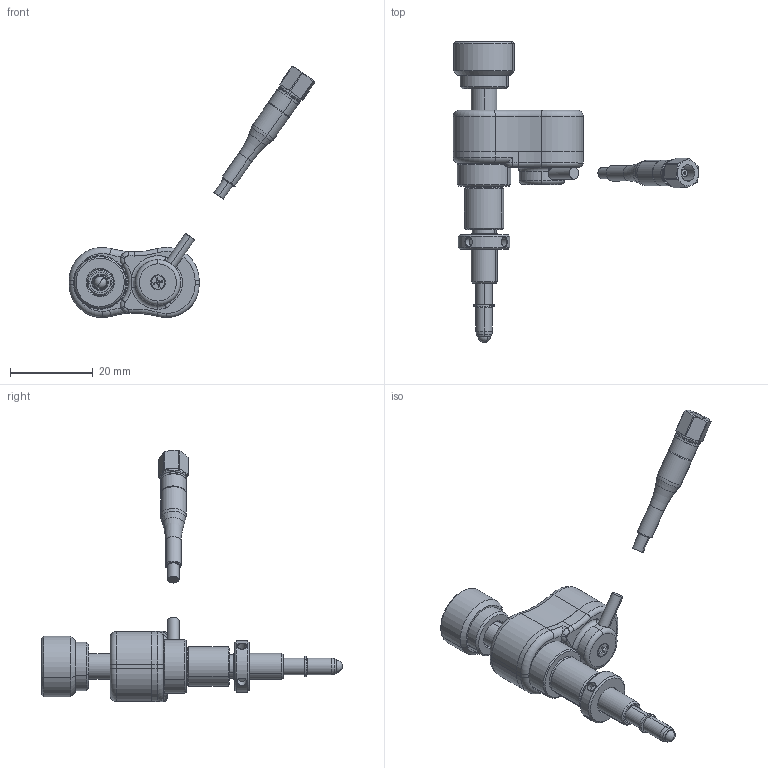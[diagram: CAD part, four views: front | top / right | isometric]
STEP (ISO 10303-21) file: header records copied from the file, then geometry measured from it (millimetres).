
FILE_DESCRIPTION (( 'STEP AP203' ), '1' );
FILE_NAME ('ETN017908-E0W.STEP', '2022-09-12T07:39:31', ( '' ), ( '' ), 'SwSTEP 2.0', 'SolidWorks 2022', '' );
FILE_SCHEMA (( 'CONFIG_CONTROL_DESIGN' ));
Length unit declared in the file: millimetre
Products named in the file (23): 137515-Piezo Flexure; 137831-Rod End Boss; Copy of Cable RG174^169745-SMC Cable-1m; CG0336 - Snap Ring for 4mm OD Shafts; PK4DMP2-UK-IC; KS1-4-CT-ENGRAVE - 1579-004 REV I, HEX KNOB; 137909-1_4-80 Retaining Nut; 137958-1_4-80 x 2.54 Screw for Kinematic Mount Version; Copy of SMC Straight Plug_Crimp_R112075000_Farnell 4194305^169745-SMC Cable-1m; DA0244 M2 x 6 Pozi Csk Black; Copy of RG174 Strain Relief_Black_LEMO_GMD00028DN^169745-SMC Cable-1m; 137521-Cable Gland; 169745-SMC Cable-1m; 137517-Barrel Base; 137900 - 1_4-80 Threaded-9.5mm Barrel Mount; 137516-LED-PIAK10 Housing-Engraved; CF0205_3mm Tungsten Carbide-Cobalt Ball_Grade 10; 137916-10mm Travel Screw-Kinematic-Black Hard Coated; 137832-Flex Rod; 137516-Housing; DB0495 - M1.6x4 SKT CAP A2 SS; 137629-Wire Spring; ETN017908-E0W
Assembly tree (24 placements, depth 3):
  ETN017908-E0W
    137517-Barrel Base
    137515-Piezo Flexure
    137831-Rod End Boss
    137832-Flex Rod
    137916-10mm Travel Screw-Kinematic-Black Hard Coated
      137958-1_4-80 x 2.54 Screw for Kinematic Mount Version
    137516-LED-PIAK10 Housing-Engraved
      137516-Housing
    KS1-4-CT-ENGRAVE - 1579-004 REV I, HEX KNOB
    137909-1_4-80 Retaining Nut
    137521-Cable Gland
    PK4DMP2-UK-IC
    CF0205_3mm Tungsten Carbide-Cobalt Ball_Grade 10
    CG0336 - Snap Ring for 4mm OD Shafts
    137629-Wire Spring
    DB0495 - M1.6x4 SKT CAP A2 SS  x3
    137900 - 1_4-80 Threaded-9.5mm Barrel Mount
    169745-SMC Cable-1m
      Copy of Cable RG174^169745-SMC Cable-1m
      Copy of RG174 Strain Relief_Black_LEMO_GMD00028DN^169745-SMC Cable-1m
      Copy of SMC Straight Plug_Crimp_R112075000_Farnell 4194305^169745-SMC Cable-1m
    DA0244 M2 x 6 Pozi Csk Black
Bounding box: 59.5 x 72.86 x 60.82 mm (x, y, z)
Volume: 7869.8 mm3; surface area: 11713.4 mm2
Topology: 24 solids, 24 shells, 1737 faces, 4528 edges, 2920 vertices
Faces by surface type: plane 735, cylinder 415, bspline 362, cone 111, torus 84, sphere 30
Entity records: 195133 total; most frequent: CARTESIAN_POINT 153441, ORIENTED_EDGE 8906, DIRECTION 7091, EDGE_CURVE 4453, VERTEX_POINT 2873, VECTOR 2403, LINE 2403, AXIS2_PLACEMENT_3D 2344
